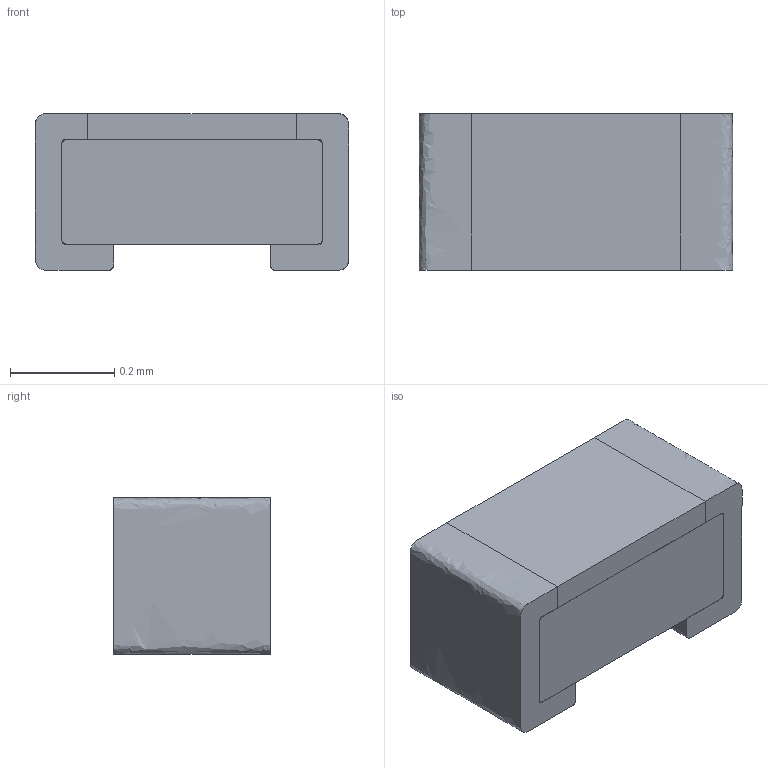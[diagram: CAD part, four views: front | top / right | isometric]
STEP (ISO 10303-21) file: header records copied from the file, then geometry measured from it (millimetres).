
FILE_DESCRIPTION(/* description */ (''),/* implementation_level */ '2;1');
FILE_NAME(/* name */ 'RES0201',/* time_stamp */ '2013-04-28T17:01:29+02:00',/* author */ (''),/* organization */ (''),/* preprocessor_version */ 'ST-DEVELOPER v14',/* originating_system */ '',/* authorisation */ '');
FILE_SCHEMA (('AUTOMOTIVE_DESIGN'));
Length unit declared in the file: millimetre
Products named in the file (1): Document
Bounding box: 0.6 x 0.3 x 0.3 mm (x, y, z)
Volume: 0 mm3; surface area: 1.6 mm2
Topology: 4 solids, 4 shells, 22 faces, 42 edges, 28 vertices
Faces by surface type: plane 12, bspline 10
Entity records: 1333 total; most frequent: CARTESIAN_POINT 714, B_SPLINE_CURVE_WITH_KNOTS 86, ORIENTED_EDGE 84, PCURVE 84, DEFINITIONAL_REPRESENTATION 84, SURFACE_CURVE 42, EDGE_CURVE 42, VERTEX_POINT 28
